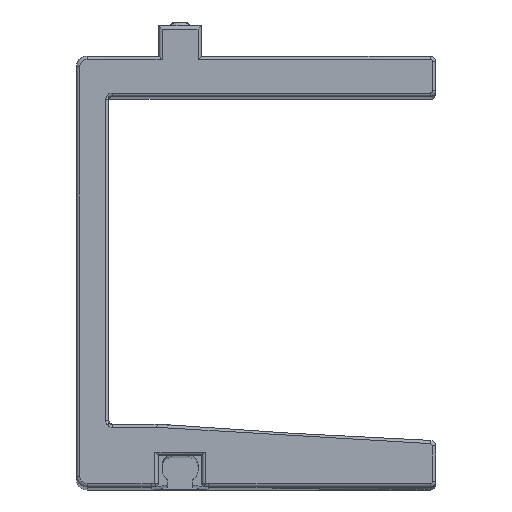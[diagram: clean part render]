
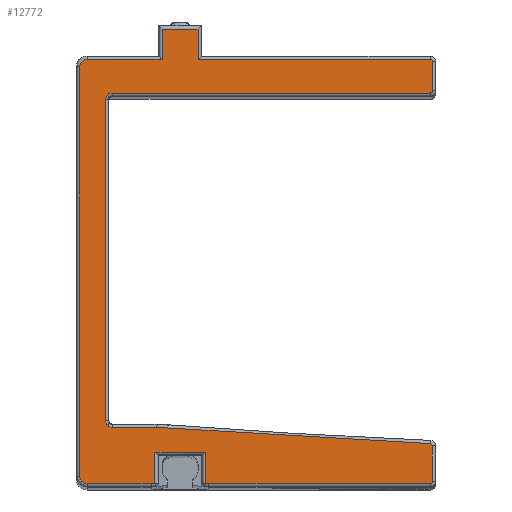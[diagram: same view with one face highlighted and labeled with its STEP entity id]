
A CAD part, top view. The second image highlights one B-rep face of the part: STEP entity #12772.
In plain terms, the highlighted planar face has unit normal (0, 0, 1).
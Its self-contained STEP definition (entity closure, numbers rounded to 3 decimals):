
#426=B_SPLINE_CURVE_WITH_KNOTS('',3,(#19175,#19176,#19177,#19178,#19179),
 .UNSPECIFIED.,.F.,.F.,(4,1,4),(0.,0.015,
0.031),.UNSPECIFIED.);
#427=B_SPLINE_CURVE_WITH_KNOTS('',3,(#19181,#19182,#19183,#19184),
 .UNSPECIFIED.,.F.,.F.,(4,4),(-2.515,0.),.UNSPECIFIED.);
#940=CIRCLE('',#13623,4.2);
#942=CIRCLE('',#13626,0.7);
#943=CIRCLE('',#13627,0.7);
#944=CIRCLE('',#13628,4.2);
#945=CIRCLE('',#13629,0.2);
#946=CIRCLE('',#13630,0.6);
#947=CIRCLE('',#13631,0.6);
#948=CIRCLE('',#13632,0.2);
#949=CIRCLE('',#13633,0.2);
#1872=PLANE('',#13625);
#2008=FACE_OUTER_BOUND('',#2827,.T.);
#2827=EDGE_LOOP('',(#8344,#8345,#8346,#8347,#8348,#8349,#8350,#8351,#8352,
#8353,#8354,#8355,#8356,#8357,#8358,#8359,#8360,#8361,#8362,#8363,#8364,
#8365,#8366,#8367,#8368,#8369,#8370));
#3671=LINE('',#18947,#4297);
#3672=LINE('',#18951,#4298);
#3674=LINE('',#18957,#4300);
#3694=LINE('',#19123,#4320);
#3701=LINE('',#19154,#4327);
#3702=LINE('',#19158,#4328);
#3703=LINE('',#19161,#4329);
#3704=LINE('',#19163,#4330);
#3705=LINE('',#19165,#4331);
#3706=LINE('',#19169,#4332);
#3707=LINE('',#19173,#4333);
#3708=LINE('',#19186,#4334);
#3709=LINE('',#19190,#4335);
#3710=LINE('',#19194,#4336);
#3711=LINE('',#19198,#4337);
#3712=LINE('',#19201,#4338);
#4297=VECTOR('',#15170,10.);
#4298=VECTOR('',#15175,10.);
#4300=VECTOR('',#15181,10.);
#4320=VECTOR('',#15235,10.);
#4327=VECTOR('',#15270,10.);
#4328=VECTOR('',#15273,10.);
#4329=VECTOR('',#15276,10.);
#4330=VECTOR('',#15277,10.);
#4331=VECTOR('',#15278,10.);
#4332=VECTOR('',#15281,10.);
#4333=VECTOR('',#15284,10.);
#4334=VECTOR('',#15285,10.);
#4335=VECTOR('',#15288,10.);
#4336=VECTOR('',#15291,10.);
#4337=VECTOR('',#15294,10.);
#4338=VECTOR('',#15297,10.);
#4924=VERTEX_POINT('',#18944);
#4925=VERTEX_POINT('',#18946);
#4926=VERTEX_POINT('',#18950);
#4928=VERTEX_POINT('',#18956);
#4958=VERTEX_POINT('',#19116);
#4961=VERTEX_POINT('',#19121);
#4970=VERTEX_POINT('',#19149);
#4971=VERTEX_POINT('',#19153);
#4972=VERTEX_POINT('',#19155);
#4973=VERTEX_POINT('',#19157);
#4974=VERTEX_POINT('',#19159);
#4975=VERTEX_POINT('',#19162);
#4976=VERTEX_POINT('',#19164);
#4977=VERTEX_POINT('',#19166);
#4978=VERTEX_POINT('',#19168);
#4979=VERTEX_POINT('',#19170);
#4980=VERTEX_POINT('',#19172);
#4981=VERTEX_POINT('',#19174);
#4982=VERTEX_POINT('',#19180);
#4983=VERTEX_POINT('',#19185);
#4984=VERTEX_POINT('',#19187);
#4985=VERTEX_POINT('',#19189);
#4986=VERTEX_POINT('',#19191);
#4987=VERTEX_POINT('',#19193);
#4988=VERTEX_POINT('',#19195);
#4989=VERTEX_POINT('',#19197);
#4990=VERTEX_POINT('',#19199);
#6178=EDGE_CURVE('',#4924,#4925,#3671,.T.);
#6180=EDGE_CURVE('',#4925,#4926,#3672,.T.);
#6183=EDGE_CURVE('',#4926,#4928,#3674,.T.);
#6223=EDGE_CURVE('',#4961,#4958,#3694,.T.);
#6236=EDGE_CURVE('',#4958,#4970,#940,.T.);
#6238=EDGE_CURVE('',#4971,#4924,#3701,.T.);
#6239=EDGE_CURVE('',#4972,#4971,#942,.T.);
#6240=EDGE_CURVE('',#4973,#4972,#3702,.T.);
#6241=EDGE_CURVE('',#4974,#4973,#943,.T.);
#6242=EDGE_CURVE('',#4970,#4974,#3703,.T.);
#6243=EDGE_CURVE('',#4975,#4961,#3704,.T.);
#6244=EDGE_CURVE('',#4976,#4975,#3705,.T.);
#6245=EDGE_CURVE('',#4977,#4976,#944,.T.);
#6246=EDGE_CURVE('',#4978,#4977,#3706,.T.);
#6247=EDGE_CURVE('',#4979,#4978,#945,.T.);
#6248=EDGE_CURVE('',#4980,#4979,#3707,.T.);
#6249=EDGE_CURVE('',#4981,#4980,#426,.T.);
#6250=EDGE_CURVE('',#4982,#4981,#427,.T.);
#6251=EDGE_CURVE('',#4983,#4982,#3708,.T.);
#6252=EDGE_CURVE('',#4984,#4983,#946,.T.);
#6253=EDGE_CURVE('',#4985,#4984,#3709,.T.);
#6254=EDGE_CURVE('',#4986,#4985,#947,.T.);
#6255=EDGE_CURVE('',#4987,#4986,#3710,.T.);
#6256=EDGE_CURVE('',#4988,#4987,#948,.T.);
#6257=EDGE_CURVE('',#4989,#4988,#3711,.T.);
#6258=EDGE_CURVE('',#4990,#4989,#949,.T.);
#6259=EDGE_CURVE('',#4928,#4990,#3712,.T.);
#8344=ORIENTED_EDGE('',*,*,#6238,.F.);
#8345=ORIENTED_EDGE('',*,*,#6239,.F.);
#8346=ORIENTED_EDGE('',*,*,#6240,.F.);
#8347=ORIENTED_EDGE('',*,*,#6241,.F.);
#8348=ORIENTED_EDGE('',*,*,#6242,.F.);
#8349=ORIENTED_EDGE('',*,*,#6236,.F.);
#8350=ORIENTED_EDGE('',*,*,#6223,.F.);
#8351=ORIENTED_EDGE('',*,*,#6243,.F.);
#8352=ORIENTED_EDGE('',*,*,#6244,.F.);
#8353=ORIENTED_EDGE('',*,*,#6245,.F.);
#8354=ORIENTED_EDGE('',*,*,#6246,.F.);
#8355=ORIENTED_EDGE('',*,*,#6247,.F.);
#8356=ORIENTED_EDGE('',*,*,#6248,.F.);
#8357=ORIENTED_EDGE('',*,*,#6249,.F.);
#8358=ORIENTED_EDGE('',*,*,#6250,.F.);
#8359=ORIENTED_EDGE('',*,*,#6251,.F.);
#8360=ORIENTED_EDGE('',*,*,#6252,.F.);
#8361=ORIENTED_EDGE('',*,*,#6253,.F.);
#8362=ORIENTED_EDGE('',*,*,#6254,.F.);
#8363=ORIENTED_EDGE('',*,*,#6255,.F.);
#8364=ORIENTED_EDGE('',*,*,#6256,.F.);
#8365=ORIENTED_EDGE('',*,*,#6257,.F.);
#8366=ORIENTED_EDGE('',*,*,#6258,.F.);
#8367=ORIENTED_EDGE('',*,*,#6259,.F.);
#8368=ORIENTED_EDGE('',*,*,#6183,.F.);
#8369=ORIENTED_EDGE('',*,*,#6180,.F.);
#8370=ORIENTED_EDGE('',*,*,#6178,.F.);
#12772=ADVANCED_FACE('',(#2008),#1872,.T.);
#13623=AXIS2_PLACEMENT_3D('',#19150,#15264,#15265);
#13625=AXIS2_PLACEMENT_3D('',#19152,#15268,#15269);
#13626=AXIS2_PLACEMENT_3D('',#19156,#15271,#15272);
#13627=AXIS2_PLACEMENT_3D('',#19160,#15274,#15275);
#13628=AXIS2_PLACEMENT_3D('',#19167,#15279,#15280);
#13629=AXIS2_PLACEMENT_3D('',#19171,#15282,#15283);
#13630=AXIS2_PLACEMENT_3D('',#19188,#15286,#15287);
#13631=AXIS2_PLACEMENT_3D('',#19192,#15289,#15290);
#13632=AXIS2_PLACEMENT_3D('',#19196,#15292,#15293);
#13633=AXIS2_PLACEMENT_3D('',#19200,#15295,#15296);
#15170=DIRECTION('',(0.,1.,0.));
#15175=DIRECTION('',(1.,0.,0.));
#15181=DIRECTION('',(0.,-1.,0.));
#15235=DIRECTION('',(0.,-1.,0.));
#15264=DIRECTION('center_axis',(0.,0.,-1.));
#15265=DIRECTION('ref_axis',(0.129,-0.992,0.));
#15268=DIRECTION('center_axis',(0.,0.,1.));
#15269=DIRECTION('ref_axis',(1.,0.,0.));
#15270=DIRECTION('',(1.,0.,0.));
#15271=DIRECTION('center_axis',(0.,0.,-1.));
#15272=DIRECTION('ref_axis',(-0.707,0.707,0.));
#15273=DIRECTION('',(0.,1.,0.));
#15274=DIRECTION('center_axis',(0.,0.,-1.));
#15275=DIRECTION('ref_axis',(-0.707,-0.707,0.));
#15276=DIRECTION('',(-1.,0.,0.));
#15277=DIRECTION('',(-1.,0.,0.));
#15278=DIRECTION('',(0.,1.,0.));
#15279=DIRECTION('center_axis',(0.,0.,-1.));
#15280=DIRECTION('ref_axis',(-0.129,-0.992,0.));
#15281=DIRECTION('',(-1.,0.,0.));
#15282=DIRECTION('center_axis',(0.,0.,-1.));
#15283=DIRECTION('ref_axis',(0.707,-0.707,0.));
#15284=DIRECTION('',(0.,-1.,0.));
#15285=DIRECTION('',(1.,0.,0.));
#15286=DIRECTION('center_axis',(0.,0.,1.));
#15287=DIRECTION('ref_axis',(-0.707,-0.707,0.));
#15288=DIRECTION('',(0.,-1.,0.));
#15289=DIRECTION('center_axis',(0.,0.,1.));
#15290=DIRECTION('ref_axis',(-0.707,0.707,0.));
#15291=DIRECTION('',(-1.,0.,0.));
#15292=DIRECTION('center_axis',(0.,0.,-1.));
#15293=DIRECTION('ref_axis',(0.707,-0.707,0.));
#15294=DIRECTION('',(0.,-1.,0.));
#15295=DIRECTION('center_axis',(0.,0.,-1.));
#15296=DIRECTION('ref_axis',(0.707,0.707,0.));
#15297=DIRECTION('',(1.,0.,0.));
#18944=CARTESIAN_POINT('',(-92.914,69.984,79.215));
#18946=CARTESIAN_POINT('',(-92.914,72.766,79.215));
#18947=CARTESIAN_POINT('',(-92.914,71.675,79.215));
#18950=CARTESIAN_POINT('',(-89.614,72.766,79.215));
#18951=CARTESIAN_POINT('',(-92.547,72.766,79.215));
#18956=CARTESIAN_POINT('',(-89.614,69.984,79.215));
#18957=CARTESIAN_POINT('',(-89.614,71.675,79.215));
#19116=CARTESIAN_POINT('',(-93.564,31.033,79.215));
#19121=CARTESIAN_POINT('',(-93.564,33.93,79.215));
#19123=CARTESIAN_POINT('',(-93.564,50.501,79.215));
#19149=CARTESIAN_POINT('',(-93.916,31.018,79.215));
#19150=CARTESIAN_POINT('Origin',(-93.916,35.218,79.215));
#19152=CARTESIAN_POINT('Origin',(-93.03,70.284,79.215));
#19153=CARTESIAN_POINT('',(-99.79,69.984,79.215));
#19154=CARTESIAN_POINT('',(-97.79,69.984,79.215));
#19155=CARTESIAN_POINT('',(-100.49,69.284,79.215));
#19156=CARTESIAN_POINT('Origin',(-99.79,69.284,79.215));
#19157=CARTESIAN_POINT('',(-100.49,31.718,79.215));
#19158=CARTESIAN_POINT('',(-100.49,40.61,79.215));
#19159=CARTESIAN_POINT('',(-99.79,31.018,79.215));
#19160=CARTESIAN_POINT('Origin',(-99.79,31.718,79.215));
#19161=CARTESIAN_POINT('',(-97.79,31.018,79.215));
#19162=CARTESIAN_POINT('',(-88.964,33.93,79.215));
#19163=CARTESIAN_POINT('',(-94.481,33.93,79.215));
#19164=CARTESIAN_POINT('',(-88.964,31.033,79.215));
#19165=CARTESIAN_POINT('',(-88.964,50.501,79.215));
#19166=CARTESIAN_POINT('',(-88.612,31.018,79.215));
#19167=CARTESIAN_POINT('Origin',(-88.612,35.218,79.215));
#19168=CARTESIAN_POINT('',(-68.29,31.018,79.215));
#19169=CARTESIAN_POINT('',(-97.79,31.018,79.215));
#19170=CARTESIAN_POINT('',(-68.09,31.218,79.215));
#19171=CARTESIAN_POINT('Origin',(-68.29,31.218,79.215));
#19172=CARTESIAN_POINT('',(-68.09,34.5,79.215));
#19173=CARTESIAN_POINT('',(-68.09,32.218,79.215));
#19174=CARTESIAN_POINT('',(-68.281,34.7,79.215));
#19175=CARTESIAN_POINT('Ctrl Pts',(-68.281,34.7,79.215));
#19176=CARTESIAN_POINT('Ctrl Pts',(-68.23,34.698,79.215));
#19177=CARTESIAN_POINT('Ctrl Pts',(-68.131,34.653,79.215));
#19178=CARTESIAN_POINT('Ctrl Pts',(-68.09,34.551,79.215));
#19179=CARTESIAN_POINT('Ctrl Pts',(-68.09,34.5,79.215));
#19180=CARTESIAN_POINT('',(-93.387,36.197,79.215));
#19181=CARTESIAN_POINT('Ctrl Pts',(-93.387,36.197,79.215));
#19182=CARTESIAN_POINT('Ctrl Pts',(-85.029,35.542,79.215));
#19183=CARTESIAN_POINT('Ctrl Pts',(-76.657,35.074,79.215));
#19184=CARTESIAN_POINT('Ctrl Pts',(-68.281,34.7,79.215));
#19185=CARTESIAN_POINT('',(-97.49,36.197,79.215));
#19186=CARTESIAN_POINT('',(-95.513,36.197,79.215));
#19187=CARTESIAN_POINT('',(-98.09,36.797,79.215));
#19188=CARTESIAN_POINT('Origin',(-97.49,36.797,79.215));
#19189=CARTESIAN_POINT('',(-98.09,66.284,79.215));
#19190=CARTESIAN_POINT('',(-98.09,40.61,79.215));
#19191=CARTESIAN_POINT('',(-97.49,66.884,79.215));
#19192=CARTESIAN_POINT('Origin',(-97.49,66.284,79.215));
#19193=CARTESIAN_POINT('',(-68.29,66.884,79.215));
#19194=CARTESIAN_POINT('',(-97.79,66.884,79.215));
#19195=CARTESIAN_POINT('',(-68.09,67.084,79.215));
#19196=CARTESIAN_POINT('Origin',(-68.29,67.084,79.215));
#19197=CARTESIAN_POINT('',(-68.09,69.784,79.215));
#19198=CARTESIAN_POINT('',(-68.09,49.501,79.215));
#19199=CARTESIAN_POINT('',(-68.29,69.984,79.215));
#19200=CARTESIAN_POINT('Origin',(-68.29,69.784,79.215));
#19201=CARTESIAN_POINT('',(-97.79,69.984,79.215));
